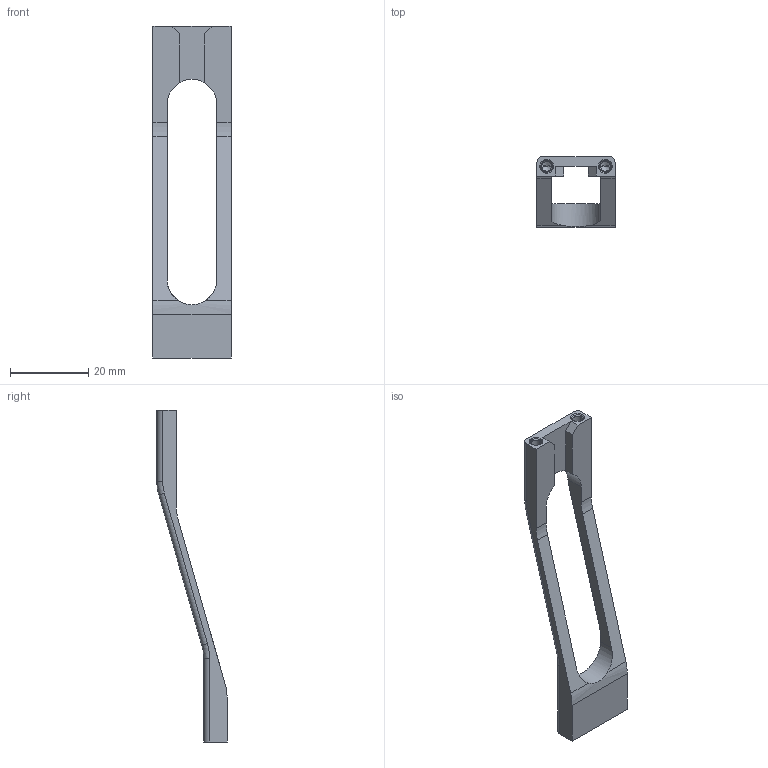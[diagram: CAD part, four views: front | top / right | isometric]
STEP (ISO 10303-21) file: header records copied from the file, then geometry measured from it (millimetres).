
FILE_DESCRIPTION((''),'2;1');
FILE_NAME('BEAMPIPE_SUPPORT_ARM','2005-11-07T',('ericcan'),('Lawrence Berkeley National Lab'),'PRO/ENGINEER BY PARAMETRIC TECHNOLOGY CORPORATION, 2004280','PRO/ENGINEER BY PARAMETRIC TECHNOLOGY CORPORATION, 2004280','');
FILE_SCHEMA(('CONFIG_CONTROL_DESIGN'));
Length unit declared in the file: millimetre
Products named in the file (1): BEAMPIPE_SUPPORT_ARM
Bounding box: 20 x 18 x 85 mm (x, y, z)
Volume: 4042.3 mm3; surface area: 4218.5 mm2
Topology: 1 solids, 5 shells, 75 faces, 197 edges, 122 vertices
Faces by surface type: cylinder 31, plane 24, cone 16, torus 4
Entity records: 2326 total; most frequent: DIRECTION 419, CARTESIAN_POINT 414, ORIENTED_EDGE 362, EDGE_CURVE 189, AXIS2_PLACEMENT_3D 159, VERTEX_POINT 122, VECTOR 101, LINE 101
